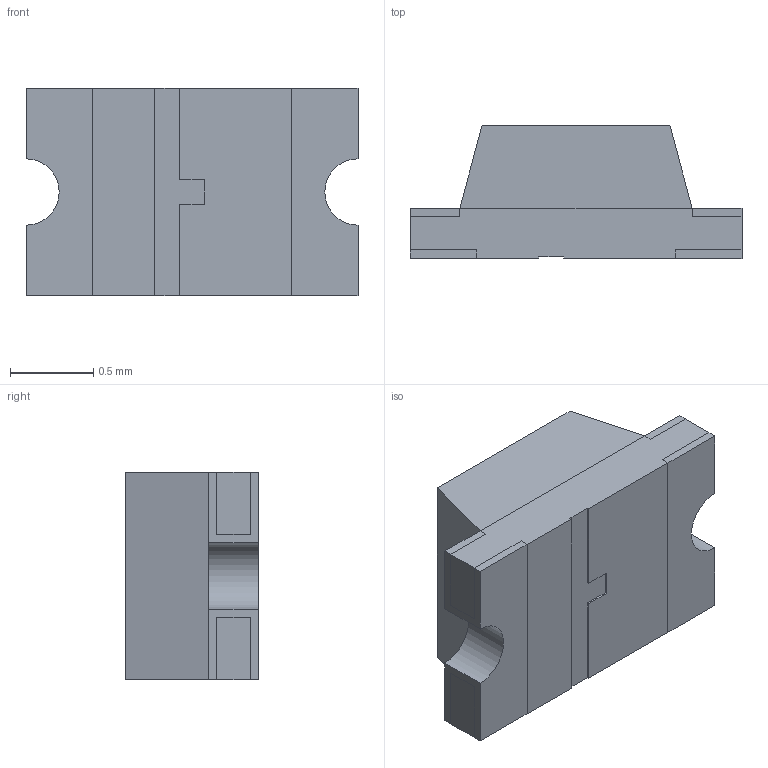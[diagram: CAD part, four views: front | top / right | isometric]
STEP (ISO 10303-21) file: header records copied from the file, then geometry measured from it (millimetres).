
FILE_DESCRIPTION (( 'STEP AP214' ), '1' );
FILE_NAME ('HSMG-C170.STEP', '2021-10-28T13:21:23', ( '' ), ( '' ), 'SwSTEP 2.0', 'SolidWorks 2018', '' );
FILE_SCHEMA (( 'AUTOMOTIVE_DESIGN' ));
Length unit declared in the file: millimetre
Products named in the file (2): HSMG-C170
Bounding box: 2 x 0.8 x 1.25 mm (x, y, z)
Volume: 1.5 mm3; surface area: 16.4 mm2
Topology: 4 solids, 4 shells, 62 faces, 162 edges, 108 vertices
Faces by surface type: plane 54, cylinder 8
Entity records: 2446 total; most frequent: CARTESIAN_POINT 334, ORIENTED_EDGE 324, DIRECTION 306, EDGE_CURVE 162, LINE 146, VECTOR 146, VERTEX_POINT 108, AXIS2_PLACEMENT_3D 80
